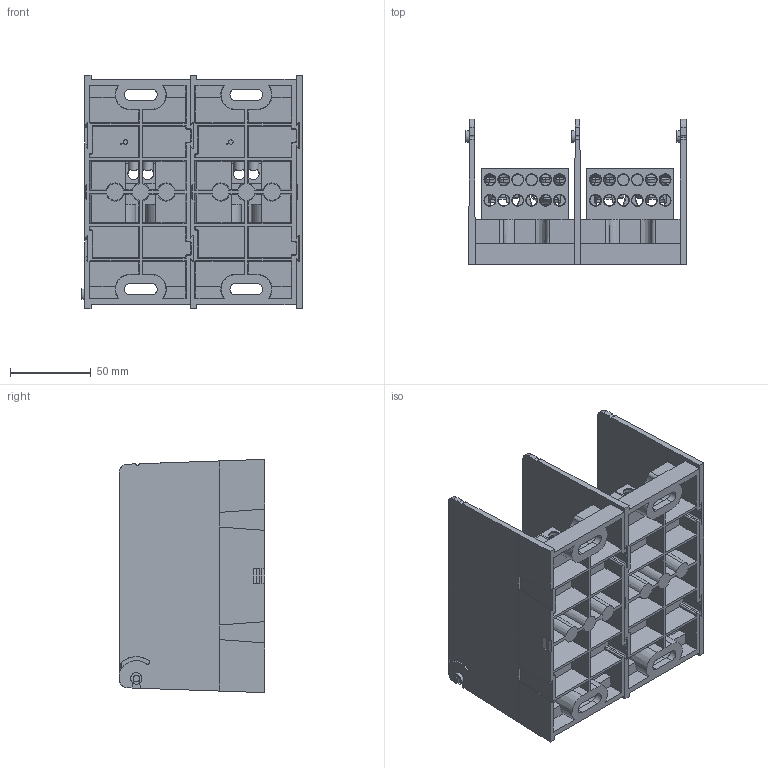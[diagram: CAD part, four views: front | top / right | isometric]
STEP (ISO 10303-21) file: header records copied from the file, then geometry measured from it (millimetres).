
FILE_DESCRIPTION (( 'STEP AP214' ), '1' );
FILE_NAME ('701995rev-2P.STEP', '2015-06-24T19:34:10', ( '' ), ( '' ), 'SwSTEP 2.0', 'SolidWorks 2014', '' );
FILE_SCHEMA (( 'AUTOMOTIVE_DESIGN' ));
Length unit declared in the file: inch
Products named in the file (1): 701995rev-2P
Bounding box: 136.78 x 90.17 x 144.78 mm (x, y, z)
Surface area: 196490.6 mm2 (no closed solid volume)
Topology: 0 solids, 60 shells, 932 faces, 3276 edges, 2323 vertices
Faces by surface type: plane 397, cone 267, cylinder 258, bspline 10
Entity records: 58321 total; most frequent: CARTESIAN_POINT 19846, ORIENTED_EDGE 5340, DIRECTION 4945, EDGE_CURVE 3254, VERTEX_POINT 2323, LINE 1771, VECTOR 1771, AXIS2_PLACEMENT_3D 1587
